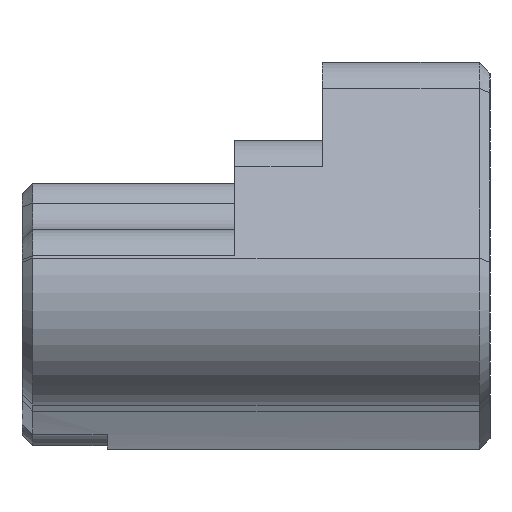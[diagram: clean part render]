
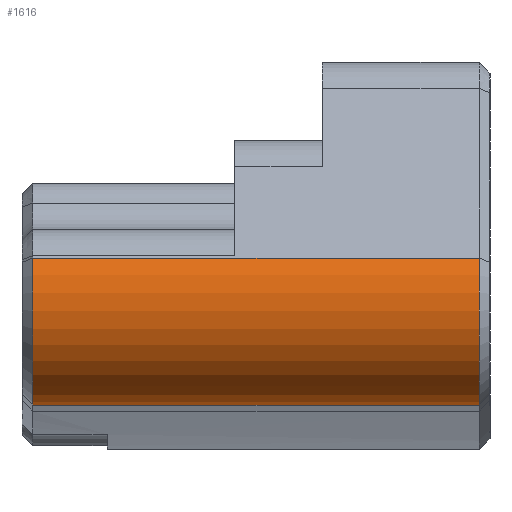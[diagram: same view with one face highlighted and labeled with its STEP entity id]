
A CAD part, left-side view. The second image highlights one B-rep face of the part: STEP entity #1616.
In plain terms, the highlighted cylindrical face has radius 6.35 mm (diameter 12.7 mm), a partial arc.
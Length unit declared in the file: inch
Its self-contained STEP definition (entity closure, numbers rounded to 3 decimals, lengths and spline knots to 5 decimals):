
#25=CYLINDRICAL_SURFACE('',#1774,0.25);
#55=CIRCLE('',#1693,0.25);
#85=CIRCLE('',#1755,0.25);
#207=FACE_OUTER_BOUND('',#305,.T.);
#305=EDGE_LOOP('',(#1263,#1264,#1265,#1266));
#443=LINE('',#2649,#595);
#444=LINE('',#2651,#596);
#595=VECTOR('',#2140,39.37008);
#596=VECTOR('',#2143,0.25);
#674=VERTEX_POINT('',#2420);
#676=VERTEX_POINT('',#2426);
#729=VERTEX_POINT('',#2593);
#731=VERTEX_POINT('',#2599);
#829=EDGE_CURVE('',#674,#676,#55,.T.);
#915=EDGE_CURVE('',#729,#731,#85,.T.);
#939=EDGE_CURVE('',#731,#674,#443,.T.);
#940=EDGE_CURVE('',#676,#729,#444,.T.);
#1263=ORIENTED_EDGE('',*,*,#829,.F.);
#1264=ORIENTED_EDGE('',*,*,#939,.F.);
#1265=ORIENTED_EDGE('',*,*,#915,.F.);
#1266=ORIENTED_EDGE('',*,*,#940,.F.);
#1616=ADVANCED_FACE('',(#207),#25,.T.);
#1693=AXIS2_PLACEMENT_3D('',#2430,#1907,#1908);
#1755=AXIS2_PLACEMENT_3D('',#2603,#2087,#2088);
#1774=AXIS2_PLACEMENT_3D('',#2650,#2141,#2142);
#1907=DIRECTION('center_axis',(0.,1.,0.));
#1908=DIRECTION('ref_axis',(-0.861,0.,-0.509));
#2087=DIRECTION('center_axis',(0.,-1.,0.));
#2088=DIRECTION('ref_axis',(-0.861,0.,-0.509));
#2140=DIRECTION('',(0.,1.,0.));
#2141=DIRECTION('center_axis',(0.,-1.,0.));
#2142=DIRECTION('ref_axis',(-0.861,0.,-0.509));
#2143=DIRECTION('',(0.,-1.,0.));
#2420=CARTESIAN_POINT('',(-5.9082,1.075,-0.86335));
#2426=CARTESIAN_POINT('',(-6.11233,1.075,-0.51814));
#2430=CARTESIAN_POINT('Origin',(-5.88175,1.075,-0.61475));
#2593=CARTESIAN_POINT('',(-6.11233,0.025,-0.51814));
#2599=CARTESIAN_POINT('',(-5.9082,0.025,-0.86335));
#2603=CARTESIAN_POINT('Origin',(-5.88175,0.025,-0.61475));
#2649=CARTESIAN_POINT('',(-5.9082,0.,-0.86335));
#2650=CARTESIAN_POINT('Origin',(-5.88175,0.,-0.61475));
#2651=CARTESIAN_POINT('',(-6.11233,0.,-0.51814));
